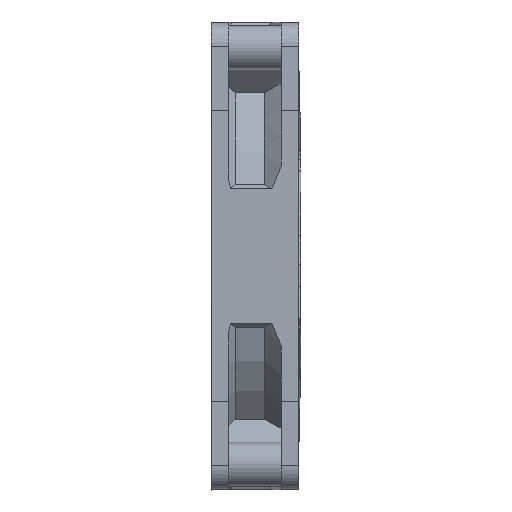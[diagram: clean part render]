
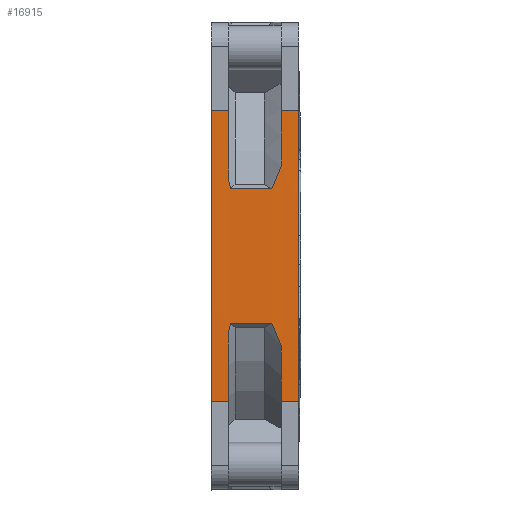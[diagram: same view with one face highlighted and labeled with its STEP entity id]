
A CAD part, left-side view. The second image highlights one B-rep face of the part: STEP entity #16915.
In plain terms, the highlighted cylindrical face has radius 2083.41 mm (diameter 4166.82 mm), a partial arc.
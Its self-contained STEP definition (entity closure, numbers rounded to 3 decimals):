
#116=CARTESIAN_POINT('',(2043.258,15.,0.));
#117=DIRECTION('',(0.,1.,0.));
#118=DIRECTION('',(-1.,0.,-0.012));
#119=AXIS2_PLACEMENT_3D('',#116,#117,#118);
#315=CARTESIAN_POINT('',(2043.258,0.,0.));
#316=DIRECTION('',(0.,1.,0.));
#317=DIRECTION('',(-1.,0.,-0.012));
#318=AXIS2_PLACEMENT_3D('',#315,#316,#317);
#5535=CARTESIAN_POINT('',(2043.258,3.,0.));
#5536=DIRECTION('',(0.,1.,0.));
#5537=DIRECTION('',(-1.,0.,-0.012));
#5538=AXIS2_PLACEMENT_3D('',#5535,#5536,#5537);
#5702=CARTESIAN_POINT('',(2043.258,3.,0.));
#5703=DIRECTION('',(0.,1.,0.));
#5704=DIRECTION('',(-1.,0.,0.007));
#5705=AXIS2_PLACEMENT_3D('',#5702,#5703,#5704);
#5769=DIRECTION('',(0.,1.,0.));
#5770=VECTOR('',#5769,3.);
#5771=CARTESIAN_POINT('',(-40.,12.,-25.));
#5772=LINE('',#5771,#5770);
#5773=DIRECTION('',(0.,1.,0.));
#5774=VECTOR('',#5773,3.);
#5775=CARTESIAN_POINT('',(-40.,0.,-25.));
#5776=LINE('',#5775,#5774);
#5777=DIRECTION('',(0.,1.,0.));
#5778=VECTOR('',#5777,3.);
#5779=CARTESIAN_POINT('',(-40.,0.,25.));
#5780=LINE('',#5779,#5778);
#5781=DIRECTION('',(0.,1.,0.));
#5782=VECTOR('',#5781,3.);
#5783=CARTESIAN_POINT('',(-40.,12.,25.));
#5784=LINE('',#5783,#5782);
#5785=DIRECTION('',(0.,-1.,0.));
#5786=VECTOR('',#5785,7.116);
#5787=CARTESIAN_POINT('',(-40.118,11.675,-11.5));
#5788=LINE('',#5787,#5786);
#5853=CARTESIAN_POINT('',(-40.118,11.675,11.5));
#5854=CARTESIAN_POINT('',(-40.117,11.726,11.75));
#5855=CARTESIAN_POINT('',(-40.114,11.831,12.251));
#5856=CARTESIAN_POINT('',(-40.111,11.942,12.757));
#5857=CARTESIAN_POINT('',(-40.109,12.,13.01));
#5879=CARTESIAN_POINT('',(-40.109,12.,-13.01));
#5880=CARTESIAN_POINT('',(-40.111,11.942,
-12.757));
#5881=CARTESIAN_POINT('',(-40.114,11.831,
-12.251));
#5882=CARTESIAN_POINT('',(-40.117,11.726,
-11.75));
#5883=CARTESIAN_POINT('',(-40.118,11.675,-11.5));
#5988=CARTESIAN_POINT('',(-40.118,4.559,11.5));
#5989=CARTESIAN_POINT('',(-40.115,4.345,12.119));
#5990=CARTESIAN_POINT('',(-40.107,3.872,13.39));
#5991=CARTESIAN_POINT('',(-40.098,3.307,14.722));
#5992=CARTESIAN_POINT('',(-40.093,3.,15.403));
#5994=CARTESIAN_POINT('',(-40.093,3.,-15.403));
#5995=CARTESIAN_POINT('',(-40.098,3.307,
-14.723));
#5996=CARTESIAN_POINT('',(-40.107,3.872,
-13.392));
#5997=CARTESIAN_POINT('',(-40.115,4.344,
-12.12));
#5998=CARTESIAN_POINT('',(-40.118,4.559,-11.5));
#6067=CARTESIAN_POINT('',(2043.258,12.,0.));
#6068=DIRECTION('',(0.,1.,0.));
#6069=DIRECTION('',(-1.,0.,-0.012));
#6070=AXIS2_PLACEMENT_3D('',#6067,#6068,#6069);
#6207=CARTESIAN_POINT('',(2043.258,12.,0.));
#6208=DIRECTION('',(0.,1.,0.));
#6209=DIRECTION('',(-1.,0.,0.006));
#6210=AXIS2_PLACEMENT_3D('',#6207,#6208,#6209);
#6596=CARTESIAN_POINT('',(-40.118,4.559,11.5));
#6598=DIRECTION('',(0.,-1.,0.));
#6599=VECTOR('',#6598,7.116);
#6600=CARTESIAN_POINT('',(-40.118,11.675,11.5));
#6601=LINE('',#6600,#6599);
#6607=CARTESIAN_POINT('',(-40.118,11.675,11.5));
#6613=CARTESIAN_POINT('',(-40.118,4.559,-11.5));
#6623=CARTESIAN_POINT('',(-40.118,11.675,-11.5));
#7002=CARTESIAN_POINT('',(-40.,15.,-25.));
#7003=CARTESIAN_POINT('',(-40.,15.,25.));
#7004=VERTEX_POINT('',#7002);
#7005=VERTEX_POINT('',#7003);
#7006=CARTESIAN_POINT('',(-40.,0.,-25.));
#7007=CARTESIAN_POINT('',(-40.,0.,25.));
#7008=VERTEX_POINT('',#7006);
#7009=VERTEX_POINT('',#7007);
#7054=CARTESIAN_POINT('',(-40.,3.,-25.));
#7055=CARTESIAN_POINT('',(-40.093,3.,-15.403));
#7056=VERTEX_POINT('',#7054);
#7057=VERTEX_POINT('',#7055);
#7058=CARTESIAN_POINT('',(-40.093,3.,15.403));
#7059=CARTESIAN_POINT('',(-40.,3.,25.));
#7060=VERTEX_POINT('',#7058);
#7061=VERTEX_POINT('',#7059);
#7062=CARTESIAN_POINT('',(-40.,12.,-25.));
#7063=CARTESIAN_POINT('',(-40.109,12.,-13.01));
#7064=VERTEX_POINT('',#7062);
#7065=VERTEX_POINT('',#7063);
#7066=CARTESIAN_POINT('',(-40.109,12.,13.01));
#7067=CARTESIAN_POINT('',(-40.,12.,25.));
#7068=VERTEX_POINT('',#7066);
#7069=VERTEX_POINT('',#7067);
#7290=VERTEX_POINT('',#6596);
#7291=VERTEX_POINT('',#6613);
#7297=VERTEX_POINT('',#6607);
#7298=VERTEX_POINT('',#6623);
#16884=CARTESIAN_POINT('',(2043.258,15.,0.));
#16885=DIRECTION('',(0.,1.,0.));
#16886=DIRECTION('',(0.,0.,-1.));
#16887=AXIS2_PLACEMENT_3D('',#16884,#16885,#16886);
#16888=CYLINDRICAL_SURFACE('',#16887,2083.408);
#16890=ORIENTED_EDGE('',*,*,#16889,.F.);
#16892=ORIENTED_EDGE('',*,*,#16891,.T.);
#16894=ORIENTED_EDGE('',*,*,#16893,.T.);
#16895=ORIENTED_EDGE('',*,*,#16711,.T.);
#16896=ORIENTED_EDGE('',*,*,#16863,.F.);
#16897=ORIENTED_EDGE('',*,*,#8568,.F.);
#16898=ORIENTED_EDGE('',*,*,#16849,.T.);
#16899=ORIENTED_EDGE('',*,*,#16593,.T.);
#16901=ORIENTED_EDGE('',*,*,#16900,.T.);
#16903=ORIENTED_EDGE('',*,*,#16902,.F.);
#16905=ORIENTED_EDGE('',*,*,#16904,.F.);
#16907=ORIENTED_EDGE('',*,*,#16906,.F.);
#16908=ORIENTED_EDGE('',*,*,#16834,.T.);
#16909=ORIENTED_EDGE('',*,*,#8386,.T.);
#16910=ORIENTED_EDGE('',*,*,#16878,.F.);
#16912=ORIENTED_EDGE('',*,*,#16911,.F.);
#16913=EDGE_LOOP('',(#16890,#16892,#16894,#16895,#16896,#16897,#16898,#16899,
#16901,#16903,#16905,#16907,#16908,#16909,#16910,#16912));
#16914=FACE_OUTER_BOUND('',#16913,.F.);
#16915=ADVANCED_FACE('',(#16914),#16888,.T.);
#120=CIRCLE('',#119,2083.408);
#319=CIRCLE('',#318,2083.408);
#5539=CIRCLE('',#5538,2083.408);
#5706=CIRCLE('',#5705,2083.408);
#5858=B_SPLINE_CURVE_WITH_KNOTS('',3,(#5853,#5854,#5855,#5856,#5857),
.UNSPECIFIED.,.F.,.F.,(4,1,4),(0.,0.5,1.),.UNSPECIFIED.);
#5884=B_SPLINE_CURVE_WITH_KNOTS('',3,(#5879,#5880,#5881,#5882,#5883),
.UNSPECIFIED.,.F.,.F.,(4,1,4),(0.,0.5,1.),.UNSPECIFIED.);
#5993=B_SPLINE_CURVE_WITH_KNOTS('',3,(#5988,#5989,#5990,#5991,#5992),
.UNSPECIFIED.,.F.,.F.,(4,1,4),(0.,0.5,1.),.UNSPECIFIED.);
#5999=B_SPLINE_CURVE_WITH_KNOTS('',3,(#5994,#5995,#5996,#5997,#5998),
.UNSPECIFIED.,.F.,.F.,(4,1,4),(0.,0.5,1.),.UNSPECIFIED.);
#6071=CIRCLE('',#6070,2083.408);
#6211=CIRCLE('',#6210,2083.408);
#8386=EDGE_CURVE('',#7004,#7005,#120,.T.);
#8568=EDGE_CURVE('',#7008,#7009,#319,.T.);
#16593=EDGE_CURVE('',#7056,#7057,#5539,.T.);
#16711=EDGE_CURVE('',#7060,#7061,#5706,.T.);
#16834=EDGE_CURVE('',#7064,#7004,#5772,.T.);
#16849=EDGE_CURVE('',#7008,#7056,#5776,.T.);
#16863=EDGE_CURVE('',#7009,#7061,#5780,.T.);
#16878=EDGE_CURVE('',#7069,#7005,#5784,.T.);
#16889=EDGE_CURVE('',#7297,#7068,#5858,.T.);
#16891=EDGE_CURVE('',#7297,#7290,#6601,.T.);
#16893=EDGE_CURVE('',#7290,#7060,#5993,.T.);
#16900=EDGE_CURVE('',#7057,#7291,#5999,.T.);
#16902=EDGE_CURVE('',#7298,#7291,#5788,.T.);
#16904=EDGE_CURVE('',#7065,#7298,#5884,.T.);
#16906=EDGE_CURVE('',#7064,#7065,#6071,.T.);
#16911=EDGE_CURVE('',#7068,#7069,#6211,.T.);
